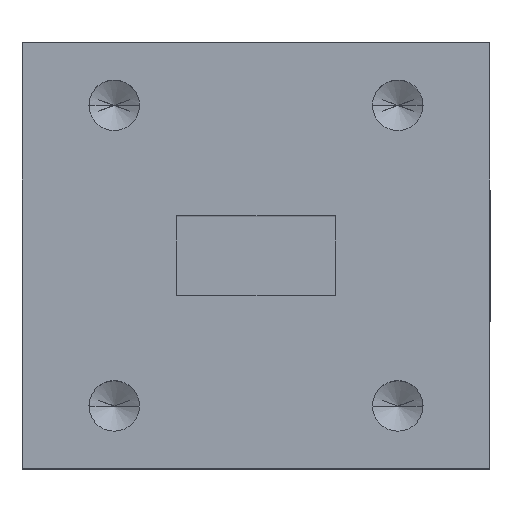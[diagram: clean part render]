
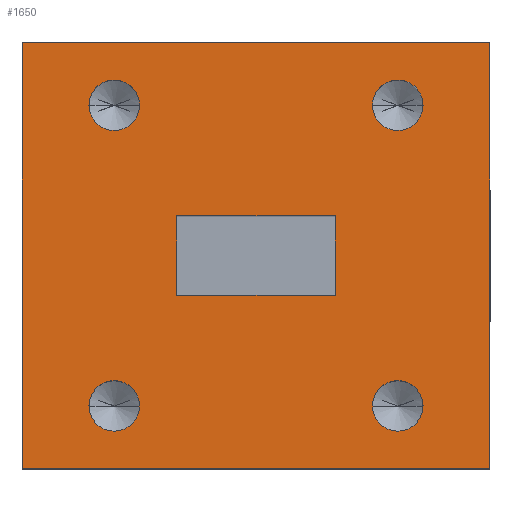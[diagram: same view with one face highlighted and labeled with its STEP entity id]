
A CAD part, top view. The second image highlights one B-rep face of the part: STEP entity #1650.
In plain terms, the highlighted planar face has unit normal (0, 0, 1).
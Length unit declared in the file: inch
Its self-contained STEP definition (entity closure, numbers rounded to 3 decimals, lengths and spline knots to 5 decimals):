
#13 = AXIS2_PLACEMENT_3D ( 'NONE', #1562, #44, #188 ) ;
#44 = DIRECTION ( 'NONE',  ( 0., 0., -1. ) ) ;
#50 = DIRECTION ( 'NONE',  ( 0., 0., 1. ) ) ;
#76 = CARTESIAN_POINT ( 'NONE',  ( -0.4125, -0.375, 0.56705 ) ) ;
#118 = DIRECTION ( 'NONE',  ( 1., 0., 0. ) ) ;
#127 = VECTOR ( 'NONE', #829, 39.37008 ) ;
#141 = EDGE_CURVE ( 'NONE', #965, #507, #985, .T. ) ;
#143 = DIRECTION ( 'NONE',  ( 0., -1., 0. ) ) ;
#153 = CARTESIAN_POINT ( 'NONE',  ( -0.4125, 0.375, 0.56705 ) ) ;
#162 = CARTESIAN_POINT ( 'NONE',  ( 0.14, -0.07, 0.56705 ) ) ;
#163 = DIRECTION ( 'NONE',  ( 0., -1., 0. ) ) ;
#170 = VERTEX_POINT ( 'NONE', #911 ) ;
#178 = CARTESIAN_POINT ( 'NONE',  ( -0.14, 0.07, 0.56705 ) ) ;
#188 = DIRECTION ( 'NONE',  ( -1., 0., 0. ) ) ;
#189 = DIRECTION ( 'NONE',  ( 1., 0., 0. ) ) ;
#197 = LINE ( 'NONE', #891, #1511 ) ;
#206 = DIRECTION ( 'NONE',  ( 0., 0., 1. ) ) ;
#225 = DIRECTION ( 'NONE',  ( 0., 1., 0. ) ) ;
#228 = LINE ( 'NONE', #880, #2007 ) ;
#283 = EDGE_CURVE ( 'NONE', #1134, #1048, #392, .T. ) ;
#301 = CIRCLE ( 'NONE', #982, 0.0445 ) ;
#303 = DIRECTION ( 'NONE',  ( 0., 0., 1. ) ) ;
#316 = VECTOR ( 'NONE', #1900, 39.37008 ) ;
#354 = AXIS2_PLACEMENT_3D ( 'NONE', #904, #616, #2082 ) ;
#363 = DIRECTION ( 'NONE',  ( 1., 0., 0. ) ) ;
#376 = VERTEX_POINT ( 'NONE', #1215 ) ;
#392 = CIRCLE ( 'NONE', #528, 0.0445 ) ;
#397 = EDGE_CURVE ( 'NONE', #989, #1649, #1761, .T. ) ;
#399 = CIRCLE ( 'NONE', #1017, 0.0445 ) ;
#436 = CARTESIAN_POINT ( 'NONE',  ( 0.2945, -0.265, 0.56705 ) ) ;
#455 = EDGE_CURVE ( 'NONE', #1157, #916, #301, .T. ) ;
#457 = VECTOR ( 'NONE', #775, 39.37008 ) ;
#466 = VERTEX_POINT ( 'NONE', #1081 ) ;
#480 = LINE ( 'NONE', #1515, #1179 ) ;
#496 = VECTOR ( 'NONE', #225, 39.37008 ) ;
#507 = VERTEX_POINT ( 'NONE', #1570 ) ;
#528 = AXIS2_PLACEMENT_3D ( 'NONE', #661, #1028, #363 ) ;
#547 = EDGE_CURVE ( 'NONE', #1364, #965, #1708, .T. ) ;
#554 = ORIENTED_EDGE ( 'NONE', *, *, #455, .F. ) ;
#564 = ORIENTED_EDGE ( 'NONE', *, *, #1940, .F. ) ;
#567 = CARTESIAN_POINT ( 'NONE',  ( 0.25, -0.265, 0.56705 ) ) ;
#584 = DIRECTION ( 'NONE',  ( 1., 0., 0. ) ) ;
#595 = ORIENTED_EDGE ( 'NONE', *, *, #781, .F. ) ;
#601 = CIRCLE ( 'NONE', #354, 0.0445 ) ;
#613 = CIRCLE ( 'NONE', #1271, 0.0445 ) ;
#616 = DIRECTION ( 'NONE',  ( 0., 0., 1. ) ) ;
#648 = ORIENTED_EDGE ( 'NONE', *, *, #751, .F. ) ;
#661 = CARTESIAN_POINT ( 'NONE',  ( 0.25, -0.265, 0.56705 ) ) ;
#666 = CARTESIAN_POINT ( 'NONE',  ( -0.4125, -0.375, 0.56705 ) ) ;
#667 = VERTEX_POINT ( 'NONE', #162 ) ;
#671 = CARTESIAN_POINT ( 'NONE',  ( -0.2055, 0.265, 0.56705 ) ) ;
#672 = CARTESIAN_POINT ( 'NONE',  ( 0.14, 0.07, 0.56705 ) ) ;
#721 = CARTESIAN_POINT ( 'NONE',  ( -0.14, -0.07, 0.56705 ) ) ;
#733 = CIRCLE ( 'NONE', #1406, 0.0445 ) ;
#751 = EDGE_CURVE ( 'NONE', #466, #2046, #601, .T. ) ;
#775 = DIRECTION ( 'NONE',  ( 1., 0., 0. ) ) ;
#781 = EDGE_CURVE ( 'NONE', #1755, #376, #1998, .T. ) ;
#804 = ORIENTED_EDGE ( 'NONE', *, *, #1777, .F. ) ;
#821 = FACE_BOUND ( 'NONE', #1979, .T. ) ;
#823 = ORIENTED_EDGE ( 'NONE', *, *, #547, .F. ) ;
#829 = DIRECTION ( 'NONE',  ( -1., 0., 0. ) ) ;
#858 = ORIENTED_EDGE ( 'NONE', *, *, #1871, .F. ) ;
#879 = CARTESIAN_POINT ( 'NONE',  ( -0.4125, 0.375, 0.56705 ) ) ;
#880 = CARTESIAN_POINT ( 'NONE',  ( -0.4125, 0.375, 0.56705 ) ) ;
#884 = ORIENTED_EDGE ( 'NONE', *, *, #2107, .F. ) ;
#885 = DIRECTION ( 'NONE',  ( 0., 0., 1. ) ) ;
#886 = CARTESIAN_POINT ( 'NONE',  ( -0.25, -0.265, 0.56705 ) ) ;
#891 = CARTESIAN_POINT ( 'NONE',  ( -0.14, -0.07, 0.56705 ) ) ;
#904 = CARTESIAN_POINT ( 'NONE',  ( -0.25, -0.265, 0.56705 ) ) ;
#911 = CARTESIAN_POINT ( 'NONE',  ( 0.4125, 0.375, 0.56705 ) ) ;
#916 = VERTEX_POINT ( 'NONE', #1967 ) ;
#922 = CARTESIAN_POINT ( 'NONE',  ( 0.2055, -0.265, 0.56705 ) ) ;
#946 = ORIENTED_EDGE ( 'NONE', *, *, #1784, .F. ) ;
#965 = VERTEX_POINT ( 'NONE', #178 ) ;
#982 = AXIS2_PLACEMENT_3D ( 'NONE', #1927, #885, #1228 ) ;
#985 = LINE ( 'NONE', #721, #1896 ) ;
#989 = VERTEX_POINT ( 'NONE', #76 ) ;
#1001 = FACE_BOUND ( 'NONE', #1410, .T. ) ;
#1013 = EDGE_CURVE ( 'NONE', #667, #1364, #1625, .T. ) ;
#1017 = AXIS2_PLACEMENT_3D ( 'NONE', #1041, #50, #118 ) ;
#1028 = DIRECTION ( 'NONE',  ( 0., 0., 1. ) ) ;
#1041 = CARTESIAN_POINT ( 'NONE',  ( -0.25, 0.265, 0.56705 ) ) ;
#1048 = VERTEX_POINT ( 'NONE', #922 ) ;
#1078 = EDGE_CURVE ( 'NONE', #1599, #989, #228, .T. ) ;
#1081 = CARTESIAN_POINT ( 'NONE',  ( -0.2055, -0.265, 0.56705 ) ) ;
#1097 = ORIENTED_EDGE ( 'NONE', *, *, #1078, .T. ) ;
#1125 = EDGE_LOOP ( 'NONE', ( #1658, #946, #564, #1097 ) ) ;
#1134 = VERTEX_POINT ( 'NONE', #436 ) ;
#1157 = VERTEX_POINT ( 'NONE', #1481 ) ;
#1179 = VECTOR ( 'NONE', #143, 39.37008 ) ;
#1186 = FACE_BOUND ( 'NONE', #2041, .T. ) ;
#1215 = CARTESIAN_POINT ( 'NONE',  ( -0.2945, 0.265, 0.56705 ) ) ;
#1228 = DIRECTION ( 'NONE',  ( 1., 0., 0. ) ) ;
#1271 = AXIS2_PLACEMENT_3D ( 'NONE', #886, #303, #1593 ) ;
#1285 = CARTESIAN_POINT ( 'NONE',  ( -0.2945, -0.265, 0.56705 ) ) ;
#1286 = EDGE_CURVE ( 'NONE', #916, #1157, #733, .T. ) ;
#1333 = AXIS2_PLACEMENT_3D ( 'NONE', #567, #206, #1432 ) ;
#1364 = VERTEX_POINT ( 'NONE', #672 ) ;
#1371 = ORIENTED_EDGE ( 'NONE', *, *, #1286, .F. ) ;
#1385 = FACE_OUTER_BOUND ( 'NONE', #1125, .T. ) ;
#1406 = AXIS2_PLACEMENT_3D ( 'NONE', #2101, #1558, #189 ) ;
#1410 = EDGE_LOOP ( 'NONE', ( #554, #1371 ) ) ;
#1432 = DIRECTION ( 'NONE',  ( 1., 0., 0. ) ) ;
#1481 = CARTESIAN_POINT ( 'NONE',  ( 0.2945, 0.265, 0.56705 ) ) ;
#1511 = VECTOR ( 'NONE', #1703, 39.37008 ) ;
#1513 = CARTESIAN_POINT ( 'NONE',  ( 0.4125, -0.375, 0.56705 ) ) ;
#1515 = CARTESIAN_POINT ( 'NONE',  ( 0.4125, 0.375, 0.56705 ) ) ;
#1550 = CARTESIAN_POINT ( 'NONE',  ( -0.25, 0.265, 0.56705 ) ) ;
#1557 = PLANE ( 'NONE',  #13 ) ;
#1558 = DIRECTION ( 'NONE',  ( 0., 0., 1. ) ) ;
#1562 = CARTESIAN_POINT ( 'NONE',  ( -0.4125, 0.375, 0.56705 ) ) ;
#1570 = CARTESIAN_POINT ( 'NONE',  ( -0.14, -0.07, 0.56705 ) ) ;
#1593 = DIRECTION ( 'NONE',  ( 1., 0., 0. ) ) ;
#1599 = VERTEX_POINT ( 'NONE', #879 ) ;
#1625 = LINE ( 'NONE', #2170, #496 ) ;
#1649 = VERTEX_POINT ( 'NONE', #1513 ) ;
#1650 = ADVANCED_FACE ( 'NONE', ( #821, #1001, #1859, #1186, #1763, #1385 ), #1557, .F. ) ;
#1658 = ORIENTED_EDGE ( 'NONE', *, *, #397, .T. ) ;
#1673 = ORIENTED_EDGE ( 'NONE', *, *, #283, .F. ) ;
#1697 = AXIS2_PLACEMENT_3D ( 'NONE', #1550, #1823, #584 ) ;
#1701 = ORIENTED_EDGE ( 'NONE', *, *, #141, .F. ) ;
#1703 = DIRECTION ( 'NONE',  ( 1., 0., 0. ) ) ;
#1708 = LINE ( 'NONE', #2149, #127 ) ;
#1755 = VERTEX_POINT ( 'NONE', #671 ) ;
#1761 = LINE ( 'NONE', #666, #457 ) ;
#1763 = FACE_BOUND ( 'NONE', #1866, .T. ) ;
#1777 = EDGE_CURVE ( 'NONE', #507, #667, #197, .T. ) ;
#1784 = EDGE_CURVE ( 'NONE', #170, #1649, #480, .T. ) ;
#1822 = EDGE_CURVE ( 'NONE', #2046, #466, #613, .T. ) ;
#1823 = DIRECTION ( 'NONE',  ( 0., 0., 1. ) ) ;
#1859 = FACE_BOUND ( 'NONE', #1882, .T. ) ;
#1866 = EDGE_LOOP ( 'NONE', ( #823, #1910, #804, #1701 ) ) ;
#1871 = EDGE_CURVE ( 'NONE', #376, #1755, #399, .T. ) ;
#1882 = EDGE_LOOP ( 'NONE', ( #1673, #884 ) ) ;
#1896 = VECTOR ( 'NONE', #163, 39.37008 ) ;
#1900 = DIRECTION ( 'NONE',  ( 1., 0., 0. ) ) ;
#1910 = ORIENTED_EDGE ( 'NONE', *, *, #1013, .F. ) ;
#1927 = CARTESIAN_POINT ( 'NONE',  ( 0.25, 0.265, 0.56705 ) ) ;
#1940 = EDGE_CURVE ( 'NONE', #1599, #170, #1970, .T. ) ;
#1967 = CARTESIAN_POINT ( 'NONE',  ( 0.2055, 0.265, 0.56705 ) ) ;
#1970 = LINE ( 'NONE', #153, #316 ) ;
#1979 = EDGE_LOOP ( 'NONE', ( #595, #858 ) ) ;
#1998 = CIRCLE ( 'NONE', #1697, 0.0445 ) ;
#2007 = VECTOR ( 'NONE', #2026, 39.37008 ) ;
#2026 = DIRECTION ( 'NONE',  ( 0., -1., 0. ) ) ;
#2041 = EDGE_LOOP ( 'NONE', ( #648, #2045 ) ) ;
#2045 = ORIENTED_EDGE ( 'NONE', *, *, #1822, .F. ) ;
#2046 = VERTEX_POINT ( 'NONE', #1285 ) ;
#2082 = DIRECTION ( 'NONE',  ( 1., 0., 0. ) ) ;
#2086 = CIRCLE ( 'NONE', #1333, 0.0445 ) ;
#2101 = CARTESIAN_POINT ( 'NONE',  ( 0.25, 0.265, 0.56705 ) ) ;
#2107 = EDGE_CURVE ( 'NONE', #1048, #1134, #2086, .T. ) ;
#2149 = CARTESIAN_POINT ( 'NONE',  ( -0.14, 0.07, 0.56705 ) ) ;
#2170 = CARTESIAN_POINT ( 'NONE',  ( 0.14, -0.07, 0.56705 ) ) ;
